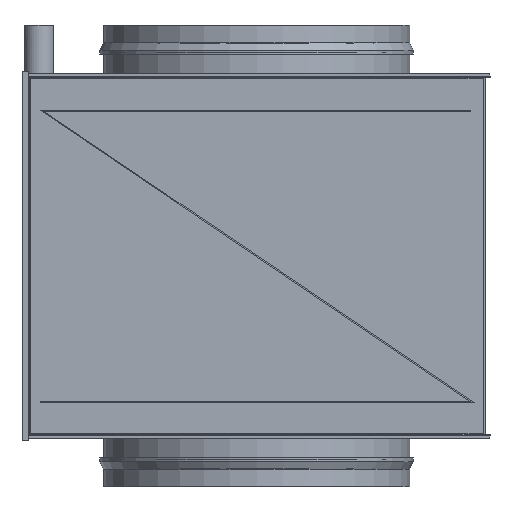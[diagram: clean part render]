
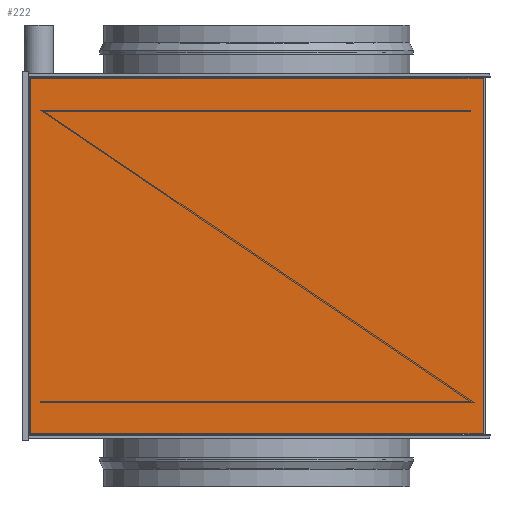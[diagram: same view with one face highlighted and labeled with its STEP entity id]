
A CAD part, front view. The second image highlights one B-rep face of the part: STEP entity #222.
In plain terms, the highlighted planar face has unit normal (0, -1, 0).
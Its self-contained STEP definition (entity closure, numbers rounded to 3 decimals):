
#222 = ADVANCED_FACE ( 'NONE', ( #2189 ), #2188, .F. ) ;
#223 = EDGE_LOOP ( 'NONE', ( #224, #265, #268, #271 ) ) ;
#224 = ORIENTED_EDGE ( 'NONE', *, *, #225, .F. ) ;
#225 = EDGE_CURVE ( 'NONE', #226, #227, #2183, .T. ) ;
#226 = VERTEX_POINT ( 'NONE', #2179 ) ;
#227 = VERTEX_POINT ( 'NONE', #2178 ) ;
#265 = ORIENTED_EDGE ( 'NONE', *, *, #266, .F. ) ;
#266 = EDGE_CURVE ( 'NONE', #267, #226, #2320, .T. ) ;
#267 = VERTEX_POINT ( 'NONE', #2316 ) ;
#268 = ORIENTED_EDGE ( 'NONE', *, *, #269, .T. ) ;
#269 = EDGE_CURVE ( 'NONE', #267, #270, #2315, .T. ) ;
#270 = VERTEX_POINT ( 'NONE', #2311 ) ;
#271 = ORIENTED_EDGE ( 'NONE', *, *, #272, .F. ) ;
#272 = EDGE_CURVE ( 'NONE', #227, #270, #2310, .T. ) ;
#2178 = CARTESIAN_POINT ( 'NONE',  ( -186.263, 0., 146.263 ) ) ;
#2179 = CARTESIAN_POINT ( 'NONE',  ( -186.263, 0., -146.263 ) ) ;
#2180 = DIRECTION ( 'NONE',  ( 0., 0., 1. ) ) ;
#2181 = VECTOR ( 'NONE', #2180, 1000. ) ;
#2182 = CARTESIAN_POINT ( 'NONE',  ( -186.263, 0., -146.263 ) ) ;
#2183 = LINE ( 'NONE', #2182, #2181 ) ;
#2184 = DIRECTION ( 'NONE',  ( 0., 0., 1. ) ) ;
#2185 = DIRECTION ( 'NONE',  ( 0., 1., 0. ) ) ;
#2186 = AXIS2_PLACEMENT_3D ( 'NONE', #2187, #2185, #2184 ) ;
#2187 = CARTESIAN_POINT ( 'NONE',  ( 188., 0., 148. ) ) ;
#2188 = PLANE ( 'NONE',  #2186 ) ;
#2189 = FACE_OUTER_BOUND ( 'NONE', #223, .T. ) ;
#2307 = DIRECTION ( 'NONE',  ( 1., 0., 0. ) ) ;
#2308 = VECTOR ( 'NONE', #2307, 1000. ) ;
#2309 = CARTESIAN_POINT ( 'NONE',  ( -188., 0., 146.263 ) ) ;
#2310 = LINE ( 'NONE', #2309, #2308 ) ;
#2311 = CARTESIAN_POINT ( 'NONE',  ( 186.263, 0., 146.263 ) ) ;
#2312 = DIRECTION ( 'NONE',  ( 0., 0., 1. ) ) ;
#2313 = VECTOR ( 'NONE', #2312, 1000. ) ;
#2314 = CARTESIAN_POINT ( 'NONE',  ( 186.263, 0., -148. ) ) ;
#2315 = LINE ( 'NONE', #2314, #2313 ) ;
#2316 = CARTESIAN_POINT ( 'NONE',  ( 186.263, 0., -146.263 ) ) ;
#2317 = DIRECTION ( 'NONE',  ( -1., 0., 0. ) ) ;
#2318 = VECTOR ( 'NONE', #2317, 1000. ) ;
#2319 = CARTESIAN_POINT ( 'NONE',  ( 186.263, 0., -146.263 ) ) ;
#2320 = LINE ( 'NONE', #2319, #2318 ) ;
